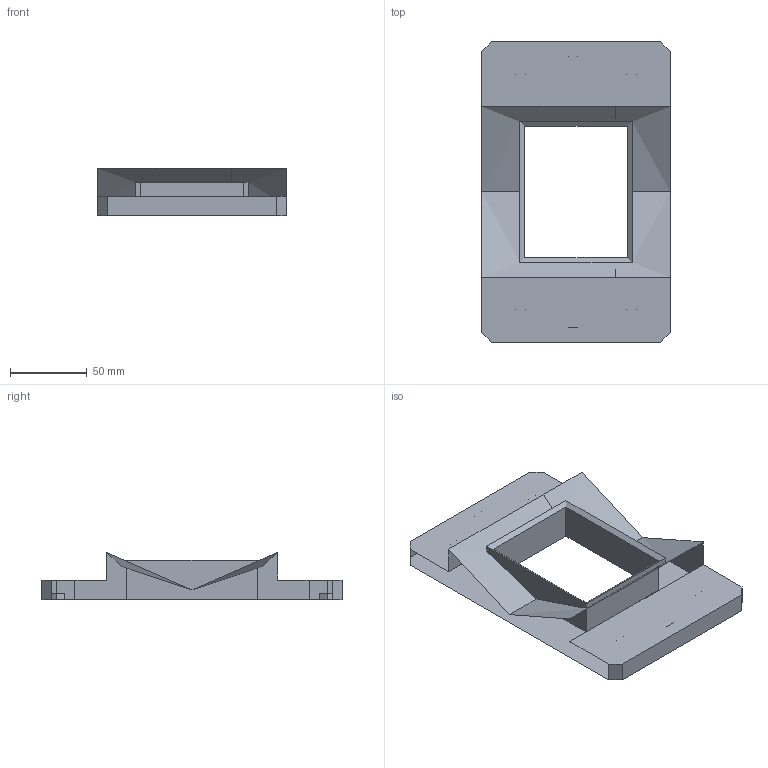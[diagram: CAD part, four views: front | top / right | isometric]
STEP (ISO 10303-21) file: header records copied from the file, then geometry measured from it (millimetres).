
FILE_DESCRIPTION(/* description */ (''),/* implementation_level */ '2;1');
FILE_NAME(/* name */ '10 - Mount Plate - Outlet Side',/* time_stamp */ '2024-01-12T11:41:40-06:00',/* author */ (''),/* organization */ (''),/* preprocessor_version */ 'ST-DEVELOPER v16.5',/* originating_system */ 'Rhino 7.34',/* authorisation */ '');
FILE_SCHEMA (('CONFIG_CONTROL_DESIGN'));
Length unit declared in the file: inch
Products named in the file (1): Document
Bounding box: 123.09 x 195.93 x 30.79 mm (x, y, z)
Topology: 0 solids, 3 shells, 52 faces, 144 edges, 97 vertices
Faces by surface type: plane 31, cylinder 21
Entity records: 1618 total; most frequent: CARTESIAN_POINT 552, ORIENTED_EDGE 296, EDGE_CURVE 148, VERTEX_POINT 100, B_SPLINE_CURVE_WITH_KNOTS 84, EDGE_LOOP 68, DIRECTION 56, AXIS2_PLACEMENT_3D 54
